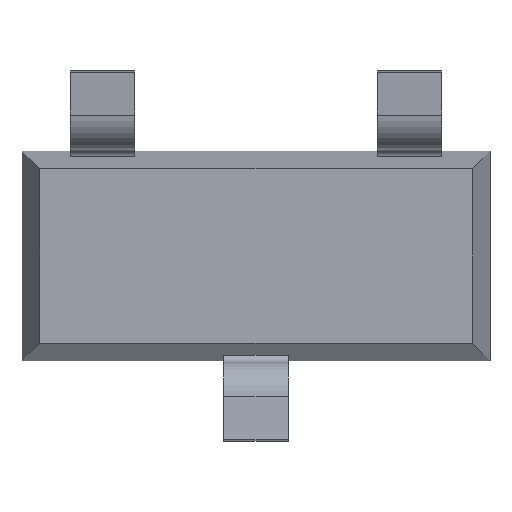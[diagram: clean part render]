
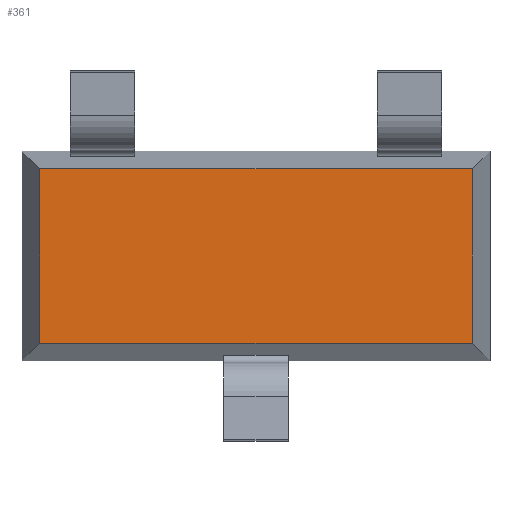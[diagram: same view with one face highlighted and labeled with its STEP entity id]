
A CAD part, front view. The second image highlights one B-rep face of the part: STEP entity #361.
In plain terms, the highlighted planar face has unit normal (0, -1, 0).
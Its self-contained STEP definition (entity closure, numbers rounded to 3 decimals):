
#30 = VERTEX_POINT ( 'NONE', #54 ) ;
#43 = ORIENTED_EDGE ( 'NONE', *, *, #637, .F. ) ;
#54 = CARTESIAN_POINT ( 'NONE',  ( 1.342, 0.15, -0.542 ) ) ;
#159 = CARTESIAN_POINT ( 'NONE',  ( 1.342, 0.15, 0.542 ) ) ;
#301 = EDGE_LOOP ( 'NONE', ( #1133, #1209, #43, #724 ) ) ;
#337 = LINE ( 'NONE', #1531, #901 ) ;
#361 = ADVANCED_FACE ( 'NONE', ( #1003 ), #1234, .F. ) ;
#362 = VERTEX_POINT ( 'NONE', #846 ) ;
#387 = CARTESIAN_POINT ( 'NONE',  ( 0., 0.15, 0. ) ) ;
#422 = CARTESIAN_POINT ( 'NONE',  ( 0., 0.15, 0.542 ) ) ;
#444 = VECTOR ( 'NONE', #942, 1000. ) ;
#445 = CARTESIAN_POINT ( 'NONE',  ( 1.342, 0.15, 0. ) ) ;
#456 = CARTESIAN_POINT ( 'NONE',  ( 0., 0.15, -0.542 ) ) ;
#585 = EDGE_CURVE ( 'NONE', #30, #362, #1399, .T. ) ;
#637 = EDGE_CURVE ( 'NONE', #362, #866, #337, .T. ) ;
#657 = VERTEX_POINT ( 'NONE', #159 ) ;
#724 = ORIENTED_EDGE ( 'NONE', *, *, #585, .F. ) ;
#768 = LINE ( 'NONE', #422, #1131 ) ;
#823 = DIRECTION ( 'NONE',  ( 0., 0., 1. ) ) ;
#846 = CARTESIAN_POINT ( 'NONE',  ( -1.342, 0.15, -0.542 ) ) ;
#866 = VERTEX_POINT ( 'NONE', #1372 ) ;
#875 = DIRECTION ( 'NONE',  ( 0., 1., 0. ) ) ;
#901 = VECTOR ( 'NONE', #823, 1000. ) ;
#933 = EDGE_CURVE ( 'NONE', #657, #30, #940, .T. ) ;
#940 = LINE ( 'NONE', #445, #1362 ) ;
#942 = DIRECTION ( 'NONE',  ( -1., 0., 0. ) ) ;
#999 = DIRECTION ( 'NONE',  ( 1., 0., 0. ) ) ;
#1003 = FACE_OUTER_BOUND ( 'NONE', #301, .T. ) ;
#1131 = VECTOR ( 'NONE', #999, 1000. ) ;
#1133 = ORIENTED_EDGE ( 'NONE', *, *, #933, .F. ) ;
#1168 = EDGE_CURVE ( 'NONE', #866, #657, #768, .T. ) ;
#1209 = ORIENTED_EDGE ( 'NONE', *, *, #1168, .F. ) ;
#1234 = PLANE ( 'NONE',  #1325 ) ;
#1325 = AXIS2_PLACEMENT_3D ( 'NONE', #387, #875, #1472 ) ;
#1362 = VECTOR ( 'NONE', #1397, 1000. ) ;
#1372 = CARTESIAN_POINT ( 'NONE',  ( -1.342, 0.15, 0.542 ) ) ;
#1397 = DIRECTION ( 'NONE',  ( 0., 0., -1. ) ) ;
#1399 = LINE ( 'NONE', #456, #444 ) ;
#1472 = DIRECTION ( 'NONE',  ( 1., 0., 0. ) ) ;
#1531 = CARTESIAN_POINT ( 'NONE',  ( -1.342, 0.15, 0. ) ) ;
